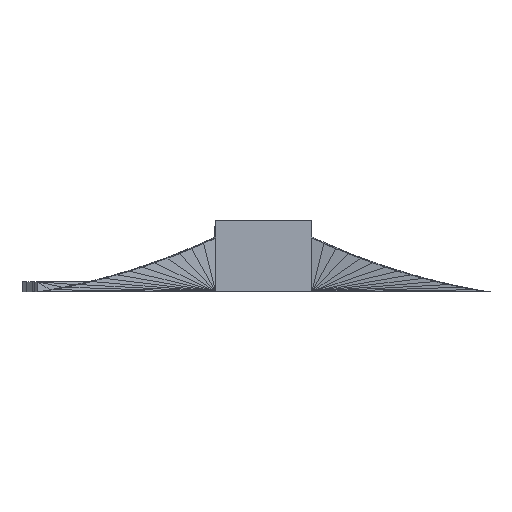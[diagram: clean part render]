
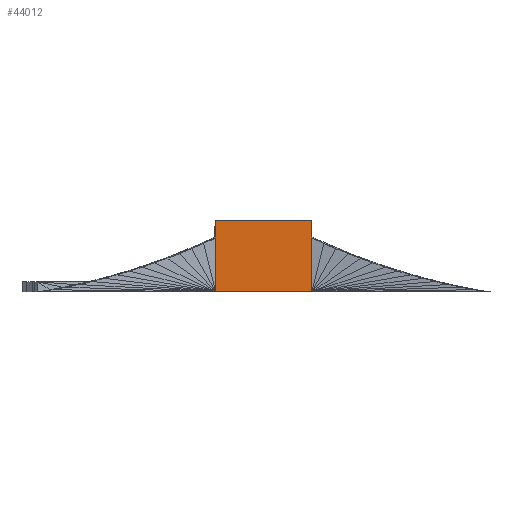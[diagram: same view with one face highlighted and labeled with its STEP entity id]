
A CAD part, left-side view. The second image highlights one B-rep face of the part: STEP entity #44012.
In plain terms, the highlighted planar face has unit normal (-1, 0, 0).
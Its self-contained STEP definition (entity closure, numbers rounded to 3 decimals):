
#2364=FACE_OUTER_BOUND('',#5138,.T.);
#5138=EDGE_LOOP('',(#34480,#34481,#34482,#34483,#34484,#34485));
#6581=LINE('',#58941,#12260);
#8083=LINE('',#61942,#13762);
#8230=LINE('',#63724,#13909);
#8694=LINE('',#65143,#14373);
#10040=LINE('',#67793,#15719);
#10041=LINE('',#67794,#15720);
#12260=VECTOR('',#48081,1.);
#13762=VECTOR('',#50717,1.);
#13909=VECTOR('',#50868,1.);
#14373=VECTOR('',#51662,1.);
#15719=VECTOR('',#54470,1.);
#15720=VECTOR('',#54471,1.);
#17914=VERTEX_POINT('',#58939);
#17915=VERTEX_POINT('',#58940);
#18847=VERTEX_POINT('',#61941);
#19240=VERTEX_POINT('',#63722);
#19670=VERTEX_POINT('',#65142);
#20243=VERTEX_POINT('',#67792);
#21417=EDGE_CURVE('',#17914,#17915,#6581,.T.);
#22919=EDGE_CURVE('',#17915,#18847,#8083,.T.);
#23314=EDGE_CURVE('',#19240,#17914,#8230,.T.);
#23880=EDGE_CURVE('',#19670,#18847,#8694,.T.);
#25238=EDGE_CURVE('',#20243,#19670,#10040,.T.);
#25239=EDGE_CURVE('',#19240,#20243,#10041,.T.);
#34480=ORIENTED_EDGE('',*,*,#25238,.T.);
#34481=ORIENTED_EDGE('',*,*,#23880,.T.);
#34482=ORIENTED_EDGE('',*,*,#22919,.F.);
#34483=ORIENTED_EDGE('',*,*,#21417,.F.);
#34484=ORIENTED_EDGE('',*,*,#23314,.F.);
#34485=ORIENTED_EDGE('',*,*,#25239,.T.);
#41553=PLANE('',#46835);
#44012=ADVANCED_FACE('',(#2364),#41553,.T.);
#46835=AXIS2_PLACEMENT_3D('',#67791,#54468,#54469);
#48081=DIRECTION('',(0.,0.,1.));
#50717=DIRECTION('',(0.,0.,1.));
#50868=DIRECTION('',(0.,1.,0.));
#51662=DIRECTION('',(0.,1.,0.));
#54468=DIRECTION('center_axis',(-1.,0.,0.));
#54469=DIRECTION('ref_axis',(0.,0.,1.));
#54470=DIRECTION('',(0.,0.,1.));
#54471=DIRECTION('',(0.,0.,1.));
#58939=CARTESIAN_POINT('',(-816.215,332.096,8.217));
#58940=CARTESIAN_POINT('',(-816.215,332.096,18.717));
#58941=CARTESIAN_POINT('',(-816.215,332.096,13.467));
#61941=CARTESIAN_POINT('',(-816.215,332.096,22.217));
#61942=CARTESIAN_POINT('',(-816.215,332.096,13.467));
#63722=CARTESIAN_POINT('',(-816.215,313.346,8.217));
#63724=CARTESIAN_POINT('',(-816.215,313.346,8.217));
#65142=CARTESIAN_POINT('',(-816.215,313.346,22.217));
#65143=CARTESIAN_POINT('',(-816.215,313.346,22.217));
#67791=CARTESIAN_POINT('Origin',(-816.215,313.346,18.717));
#67792=CARTESIAN_POINT('',(-816.215,313.346,18.717));
#67793=CARTESIAN_POINT('',(-816.215,313.346,18.717));
#67794=CARTESIAN_POINT('',(-816.215,313.346,8.217));
